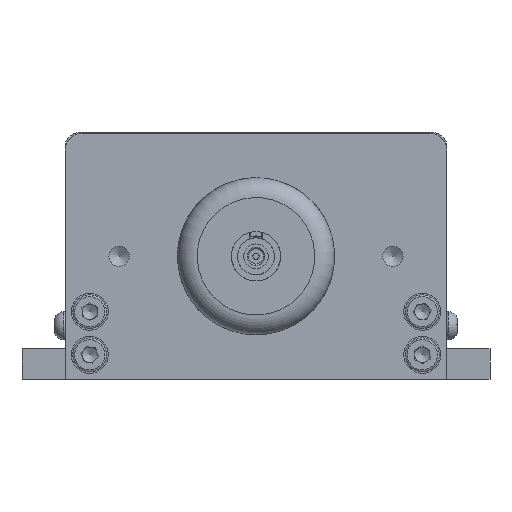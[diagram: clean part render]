
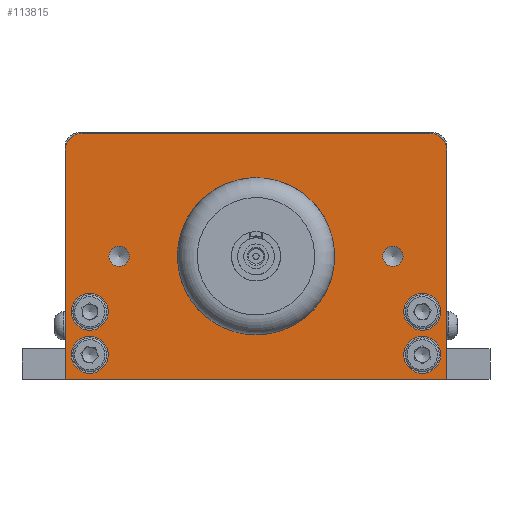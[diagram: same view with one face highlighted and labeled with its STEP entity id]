
A CAD part, front view. The second image highlights one B-rep face of the part: STEP entity #113815.
In plain terms, the highlighted planar face has unit normal (0, -1, 0).
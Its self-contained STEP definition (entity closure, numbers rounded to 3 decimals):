
#465 = EDGE_LOOP ( 'NONE', ( #12452 ) ) ;
#2013 = VECTOR ( 'NONE', #71577, 1000. ) ;
#2755 = CARTESIAN_POINT ( 'NONE',  ( -31., -15.5, 37.2 ) ) ;
#5358 = DIRECTION ( 'NONE',  ( 0., 0., -1. ) ) ;
#9140 = DIRECTION ( 'NONE',  ( 0., 0., -1. ) ) ;
#9437 = FACE_BOUND ( 'NONE', #73168, .T. ) ;
#10779 = CARTESIAN_POINT ( 'NONE',  ( 22.225, -15.5, 18.346 ) ) ;
#11673 = AXIS2_PLACEMENT_3D ( 'NONE', #71649, #40938, #101104 ) ;
#12452 = ORIENTED_EDGE ( 'NONE', *, *, #119736, .T. ) ;
#13356 = VERTEX_POINT ( 'NONE', #32193 ) ;
#13523 = CARTESIAN_POINT ( 'NONE',  ( -22.225, -15.5, 20. ) ) ;
#13753 = ORIENTED_EDGE ( 'NONE', *, *, #118183, .F. ) ;
#13799 = EDGE_CURVE ( 'NONE', #13356, #13356, #100028, .T. ) ;
#17040 = LINE ( 'NONE', #48329, #88889 ) ;
#17088 = ORIENTED_EDGE ( 'NONE', *, *, #29315, .T. ) ;
#17473 = CIRCLE ( 'NONE', #96417, 3. ) ;
#20131 = VERTEX_POINT ( 'NONE', #22397 ) ;
#21181 = CARTESIAN_POINT ( 'NONE',  ( -31., -15.5, 0. ) ) ;
#22397 = CARTESIAN_POINT ( 'NONE',  ( -28.2, -15.5, 40. ) ) ;
#24821 = VECTOR ( 'NONE', #9140, 1000. ) ;
#25924 = CARTESIAN_POINT ( 'NONE',  ( 27., -15.5, 1. ) ) ;
#29315 = EDGE_CURVE ( 'NONE', #88204, #88204, #73438, .T. ) ;
#29866 = VERTEX_POINT ( 'NONE', #50465 ) ;
#30212 = FACE_BOUND ( 'NONE', #123525, .T. ) ;
#31096 = EDGE_LOOP ( 'NONE', ( #43988 ) ) ;
#31806 = AXIS2_PLACEMENT_3D ( 'NONE', #124408, #108315, #5358 ) ;
#32193 = CARTESIAN_POINT ( 'NONE',  ( -27., -15.5, 1. ) ) ;
#32492 = ORIENTED_EDGE ( 'NONE', *, *, #13799, .T. ) ;
#32898 = CARTESIAN_POINT ( 'NONE',  ( 22.225, -15.5, 20. ) ) ;
#35504 = AXIS2_PLACEMENT_3D ( 'NONE', #36983, #87819, #44312 ) ;
#36983 = CARTESIAN_POINT ( 'NONE',  ( 28.2, -15.5, 37.2 ) ) ;
#37202 = EDGE_LOOP ( 'NONE', ( #32492 ) ) ;
#37213 = VERTEX_POINT ( 'NONE', #25924 ) ;
#39484 = FACE_BOUND ( 'NONE', #72749, .T. ) ;
#39485 = AXIS2_PLACEMENT_3D ( 'NONE', #96465, #68320, #109156 ) ;
#40037 = VERTEX_POINT ( 'NONE', #106552 ) ;
#40938 = DIRECTION ( 'NONE',  ( 0., 1., 0. ) ) ;
#43309 = ORIENTED_EDGE ( 'NONE', *, *, #105068, .F. ) ;
#43988 = ORIENTED_EDGE ( 'NONE', *, *, #61868, .T. ) ;
#44312 = DIRECTION ( 'NONE',  ( -1., 0., 0. ) ) ;
#46366 = CARTESIAN_POINT ( 'NONE',  ( -22.225, -15.5, 18.346 ) ) ;
#47894 = ORIENTED_EDGE ( 'NONE', *, *, #124622, .F. ) ;
#48329 = CARTESIAN_POINT ( 'NONE',  ( 31., -15.5, 0. ) ) ;
#49488 = FACE_BOUND ( 'NONE', #31096, .T. ) ;
#50465 = CARTESIAN_POINT ( 'NONE',  ( -27., -15.5, 8. ) ) ;
#51127 = VERTEX_POINT ( 'NONE', #103913 ) ;
#53003 = CIRCLE ( 'NONE', #127777, 1.654 ) ;
#55372 = CARTESIAN_POINT ( 'NONE',  ( 0., -15.5, 32.771 ) ) ;
#55549 = DIRECTION ( 'NONE',  ( 0., 1., 0. ) ) ;
#59953 = AXIS2_PLACEMENT_3D ( 'NONE', #98231, #119640, #107595 ) ;
#60172 = PLANE ( 'NONE',  #72422 ) ;
#60795 = FACE_BOUND ( 'NONE', #465, .T. ) ;
#61868 = EDGE_CURVE ( 'NONE', #37213, #37213, #74947, .T. ) ;
#62189 = LINE ( 'NONE', #112398, #2013 ) ;
#62670 = CARTESIAN_POINT ( 'NONE',  ( 28.2, -15.5, 40. ) ) ;
#62950 = DIRECTION ( 'NONE',  ( 0., 0., -1. ) ) ;
#64866 = ORIENTED_EDGE ( 'NONE', *, *, #92911, .T. ) ;
#67199 = VERTEX_POINT ( 'NONE', #62670 ) ;
#67759 = DIRECTION ( 'NONE',  ( -1., 0., 0. ) ) ;
#68191 = ORIENTED_EDGE ( 'NONE', *, *, #131224, .T. ) ;
#68320 = DIRECTION ( 'NONE',  ( 0., 1., 0. ) ) ;
#70890 = DIRECTION ( 'NONE',  ( 0., 1., 0. ) ) ;
#71026 = CARTESIAN_POINT ( 'NONE',  ( 31., -15.5, 37.2 ) ) ;
#71218 = LINE ( 'NONE', #102614, #24821 ) ;
#71378 = CIRCLE ( 'NONE', #11673, 2.8 ) ;
#71577 = DIRECTION ( 'NONE',  ( 1., 0., 0. ) ) ;
#71649 = CARTESIAN_POINT ( 'NONE',  ( -28.2, -15.5, 37.2 ) ) ;
#71727 = DIRECTION ( 'NONE',  ( 0., 1., 0. ) ) ;
#71906 = DIRECTION ( 'NONE',  ( 0., 0., 1. ) ) ;
#72223 = VERTEX_POINT ( 'NONE', #10779 ) ;
#72280 = DIRECTION ( 'NONE',  ( 0., 1., 0. ) ) ;
#72422 = AXIS2_PLACEMENT_3D ( 'NONE', #100985, #70890, #72862 ) ;
#72749 = EDGE_LOOP ( 'NONE', ( #64866 ) ) ;
#72862 = DIRECTION ( 'NONE',  ( 1., 0., 0. ) ) ;
#73168 = EDGE_LOOP ( 'NONE', ( #68191 ) ) ;
#73438 = CIRCLE ( 'NONE', #84099, 12.771 ) ;
#74947 = CIRCLE ( 'NONE', #59953, 3. ) ;
#76137 = AXIS2_PLACEMENT_3D ( 'NONE', #13523, #55549, #62950 ) ;
#78281 = ORIENTED_EDGE ( 'NONE', *, *, #94388, .F. ) ;
#82020 = ORIENTED_EDGE ( 'NONE', *, *, #121452, .F. ) ;
#84099 = AXIS2_PLACEMENT_3D ( 'NONE', #103117, #71727, #122589 ) ;
#84606 = CIRCLE ( 'NONE', #76137, 1.654 ) ;
#85857 = VERTEX_POINT ( 'NONE', #46366 ) ;
#85939 = ORIENTED_EDGE ( 'NONE', *, *, #118308, .F. ) ;
#86445 = CIRCLE ( 'NONE', #39485, 3. ) ;
#87819 = DIRECTION ( 'NONE',  ( 0., 1., 0. ) ) ;
#88204 = VERTEX_POINT ( 'NONE', #55372 ) ;
#88889 = VECTOR ( 'NONE', #67759, 1000. ) ;
#92074 = VERTEX_POINT ( 'NONE', #100556 ) ;
#92670 = LINE ( 'NONE', #21181, #101130 ) ;
#92911 = EDGE_CURVE ( 'NONE', #29866, #29866, #17473, .T. ) ;
#94388 = EDGE_CURVE ( 'NONE', #104188, #20131, #71378, .T. ) ;
#96417 = AXIS2_PLACEMENT_3D ( 'NONE', #117220, #97154, #127207 ) ;
#96465 = CARTESIAN_POINT ( 'NONE',  ( 27., -15.5, 11. ) ) ;
#97154 = DIRECTION ( 'NONE',  ( 0., 1., 0. ) ) ;
#98231 = CARTESIAN_POINT ( 'NONE',  ( 27., -15.5, 4. ) ) ;
#99019 = FACE_OUTER_BOUND ( 'NONE', #99913, .T. ) ;
#99913 = EDGE_LOOP ( 'NONE', ( #85939, #13753, #43309, #82020, #78281, #47894 ) ) ;
#100028 = CIRCLE ( 'NONE', #31806, 3. ) ;
#100556 = CARTESIAN_POINT ( 'NONE',  ( -31., -15.5, 0. ) ) ;
#100985 = CARTESIAN_POINT ( 'NONE',  ( -28.2, -15.5, 37.2 ) ) ;
#101104 = DIRECTION ( 'NONE',  ( 1., 0., 0. ) ) ;
#101130 = VECTOR ( 'NONE', #71906, 1000. ) ;
#101624 = FACE_BOUND ( 'NONE', #126602, .T. ) ;
#102614 = CARTESIAN_POINT ( 'NONE',  ( 31., -15.5, 37.2 ) ) ;
#103117 = CARTESIAN_POINT ( 'NONE',  ( 0., -15.5, 20. ) ) ;
#103865 = EDGE_CURVE ( 'NONE', #51127, #51127, #86445, .T. ) ;
#103913 = CARTESIAN_POINT ( 'NONE',  ( 27., -15.5, 8. ) ) ;
#104188 = VERTEX_POINT ( 'NONE', #2755 ) ;
#105068 = EDGE_CURVE ( 'NONE', #67199, #123456, #123110, .T. ) ;
#106552 = CARTESIAN_POINT ( 'NONE',  ( 31., -15.5, 0. ) ) ;
#107595 = DIRECTION ( 'NONE',  ( 0., 0., -1. ) ) ;
#108315 = DIRECTION ( 'NONE',  ( 0., 1., 0. ) ) ;
#109156 = DIRECTION ( 'NONE',  ( 0., 0., -1. ) ) ;
#112398 = CARTESIAN_POINT ( 'NONE',  ( -28.2, -15.5, 40. ) ) ;
#113064 = DIRECTION ( 'NONE',  ( 0., 0., -1. ) ) ;
#113815 = ADVANCED_FACE ( 'NONE', ( #30212, #49488, #121082, #39484, #9437, #60795, #101624, #99019 ), #60172, .F. ) ;
#114245 = ORIENTED_EDGE ( 'NONE', *, *, #103865, .T. ) ;
#117220 = CARTESIAN_POINT ( 'NONE',  ( -27., -15.5, 11. ) ) ;
#118183 = EDGE_CURVE ( 'NONE', #123456, #40037, #71218, .T. ) ;
#118308 = EDGE_CURVE ( 'NONE', #40037, #92074, #17040, .T. ) ;
#119640 = DIRECTION ( 'NONE',  ( 0., 1., 0. ) ) ;
#119736 = EDGE_CURVE ( 'NONE', #85857, #85857, #84606, .T. ) ;
#121082 = FACE_BOUND ( 'NONE', #37202, .T. ) ;
#121452 = EDGE_CURVE ( 'NONE', #20131, #67199, #62189, .T. ) ;
#122589 = DIRECTION ( 'NONE',  ( 0., 0., 1. ) ) ;
#123110 = CIRCLE ( 'NONE', #35504, 2.8 ) ;
#123456 = VERTEX_POINT ( 'NONE', #71026 ) ;
#123525 = EDGE_LOOP ( 'NONE', ( #114245 ) ) ;
#124408 = CARTESIAN_POINT ( 'NONE',  ( -27., -15.5, 4. ) ) ;
#124622 = EDGE_CURVE ( 'NONE', #92074, #104188, #92670, .T. ) ;
#126602 = EDGE_LOOP ( 'NONE', ( #17088 ) ) ;
#127207 = DIRECTION ( 'NONE',  ( 0., 0., -1. ) ) ;
#127777 = AXIS2_PLACEMENT_3D ( 'NONE', #32898, #72280, #113064 ) ;
#131224 = EDGE_CURVE ( 'NONE', #72223, #72223, #53003, .T. ) ;
